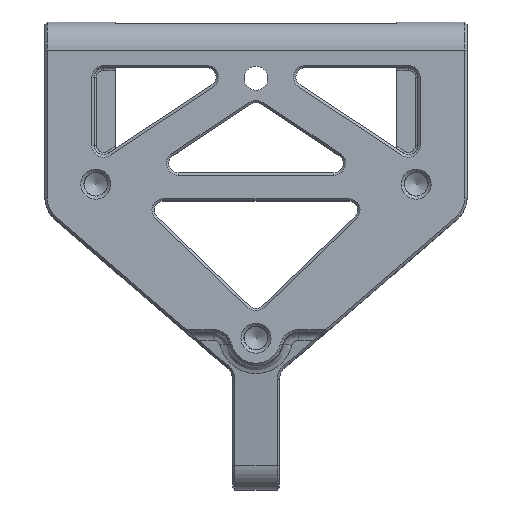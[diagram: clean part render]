
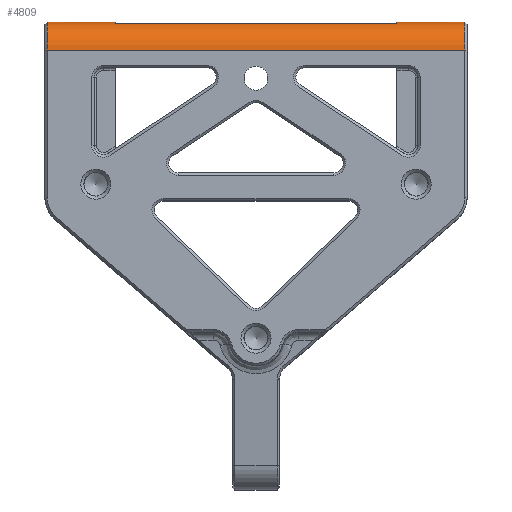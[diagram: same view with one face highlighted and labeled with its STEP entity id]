
A CAD part, top view. The second image highlights one B-rep face of the part: STEP entity #4809.
In plain terms, the highlighted cylindrical face has radius 3 mm (diameter 6 mm), a partial arc.
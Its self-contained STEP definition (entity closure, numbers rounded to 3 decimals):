
#306=FACE_OUTER_BOUND('',#598,.T.);
#598=EDGE_LOOP('',(#3458,#3459,#3460,#3461,#3462,#3463,#3464,#3465));
#882=CIRCLE('',#5148,3.);
#883=CIRCLE('',#5149,3.);
#884=CIRCLE('',#5150,3.);
#885=CIRCLE('',#5151,3.);
#1227=LINE('',#8020,#1623);
#1278=LINE('',#8376,#1674);
#1279=LINE('',#8380,#1675);
#1280=LINE('',#8383,#1676);
#1623=VECTOR('',#5645,10.);
#1674=VECTOR('',#5762,10.);
#1675=VECTOR('',#5765,10.);
#1676=VECTOR('',#5768,10.);
#2090=VERTEX_POINT('',#8017);
#2091=VERTEX_POINT('',#8019);
#2154=VERTEX_POINT('',#8371);
#2155=VERTEX_POINT('',#8373);
#2156=VERTEX_POINT('',#8375);
#2157=VERTEX_POINT('',#8377);
#2158=VERTEX_POINT('',#8379);
#2159=VERTEX_POINT('',#8381);
#2577=EDGE_CURVE('',#2091,#2090,#1227,.T.);
#2659=EDGE_CURVE('',#2154,#2091,#882,.T.);
#2660=EDGE_CURVE('',#2090,#2155,#883,.T.);
#2661=EDGE_CURVE('',#2155,#2156,#1278,.T.);
#2662=EDGE_CURVE('',#2157,#2156,#884,.T.);
#2663=EDGE_CURVE('',#2157,#2158,#1279,.T.);
#2664=EDGE_CURVE('',#2159,#2158,#885,.T.);
#2665=EDGE_CURVE('',#2159,#2154,#1280,.T.);
#3458=ORIENTED_EDGE('',*,*,#2659,.T.);
#3459=ORIENTED_EDGE('',*,*,#2577,.T.);
#3460=ORIENTED_EDGE('',*,*,#2660,.T.);
#3461=ORIENTED_EDGE('',*,*,#2661,.T.);
#3462=ORIENTED_EDGE('',*,*,#2662,.F.);
#3463=ORIENTED_EDGE('',*,*,#2663,.T.);
#3464=ORIENTED_EDGE('',*,*,#2664,.F.);
#3465=ORIENTED_EDGE('',*,*,#2665,.T.);
#4699=CYLINDRICAL_SURFACE('',#5147,3.);
#4809=ADVANCED_FACE('',(#306),#4699,.T.);
#5147=AXIS2_PLACEMENT_3D('',#8370,#5756,#5757);
#5148=AXIS2_PLACEMENT_3D('',#8372,#5758,#5759);
#5149=AXIS2_PLACEMENT_3D('',#8374,#5760,#5761);
#5150=AXIS2_PLACEMENT_3D('',#8378,#5763,#5764);
#5151=AXIS2_PLACEMENT_3D('',#8382,#5766,#5767);
#5645=DIRECTION('',(-1.,0.,0.));
#5756=DIRECTION('center_axis',(1.,0.,0.));
#5757=DIRECTION('ref_axis',(0.,0.707,0.707));
#5758=DIRECTION('center_axis',(1.,0.,0.));
#5759=DIRECTION('ref_axis',(0.,0.707,0.707));
#5760=DIRECTION('center_axis',(-1.,0.,0.));
#5761=DIRECTION('ref_axis',(0.,0.707,0.707));
#5762=DIRECTION('',(-1.,0.,0.));
#5763=DIRECTION('center_axis',(-1.,0.,0.));
#5764=DIRECTION('ref_axis',(0.,0.707,0.707));
#5765=DIRECTION('',(1.,0.,0.));
#5766=DIRECTION('center_axis',(1.,0.,0.));
#5767=DIRECTION('ref_axis',(0.,0.707,0.707));
#5768=DIRECTION('',(-1.,0.,0.));
#8017=CARTESIAN_POINT('',(7.5,49.703,22.875));
#8019=CARTESIAN_POINT('',(37.5,49.703,22.875));
#8020=CARTESIAN_POINT('',(0.,49.703,22.875));
#8370=CARTESIAN_POINT('Origin',(0.,46.875,21.875));
#8371=CARTESIAN_POINT('',(37.5,49.875,21.875));
#8372=CARTESIAN_POINT('Origin',(37.5,46.875,21.875));
#8373=CARTESIAN_POINT('',(7.5,49.875,21.875));
#8374=CARTESIAN_POINT('Origin',(7.5,46.875,21.875));
#8375=CARTESIAN_POINT('',(0.25,49.875,21.875));
#8376=CARTESIAN_POINT('',(0.,49.875,21.875));
#8377=CARTESIAN_POINT('',(0.25,46.875,24.875));
#8378=CARTESIAN_POINT('Origin',(0.25,46.875,21.875));
#8379=CARTESIAN_POINT('',(44.75,46.875,24.875));
#8380=CARTESIAN_POINT('',(0.,46.875,24.875));
#8381=CARTESIAN_POINT('',(44.75,49.875,21.875));
#8382=CARTESIAN_POINT('Origin',(44.75,46.875,21.875));
#8383=CARTESIAN_POINT('',(0.,49.875,21.875));
